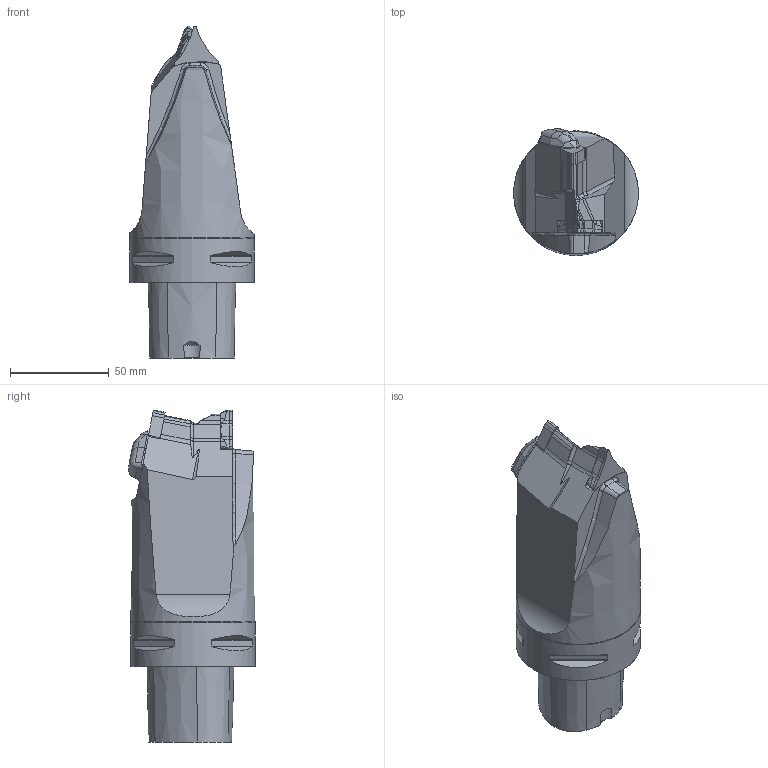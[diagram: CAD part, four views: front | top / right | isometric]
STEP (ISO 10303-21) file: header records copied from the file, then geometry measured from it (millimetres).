
FILE_DESCRIPTION(/* description */ (''),/* implementation_level */ '2;1');
FILE_NAME(/* name */ '1672745517592.stp',/* time_stamp */ '2023-01-03T12:32:03+01:00',/* author */ (''),/* organization */ ('SMS'),/* preprocessor_version */ 'ST-DEVELOPER v16.7',/* originating_system */ 'SIEMENS PLM Software NX 12.0',/* authorisation */ '');
FILE_SCHEMA (('AUTOMOTIVE_DESIGN { 1 0 10303 214 3 1 1 1 }'));
Length unit declared in the file: millimetre
Products named in the file (5): 204263848mod000_00; 204263842mod000_00; 204266891mod000_01; ASSEMBLY_CONSTRUCTION; 204267612mod000_01
Assembly tree (4 placements, depth 2):
  204267612mod000_01
    ASSEMBLY_CONSTRUCTION
    204266891mod000_01
    204263842mod000_00
    204263848mod000_00
Bounding box: 63.19 x 64.22 x 168 mm (x, y, z)
Volume: 335965.1 mm3; surface area: 33667.9 mm2
Topology: 3 solids, 3 shells, 222 faces, 603 edges, 402 vertices
Faces by surface type: plane 96, cylinder 65, cone 24, bspline 18, torus 10, revolution 9
Full cylindrical faces by diameter (mm): 63 x1
Entity records: 8363 total; most frequent: CARTESIAN_POINT 2757, ORIENTED_EDGE 1188, DIRECTION 1038, EDGE_CURVE 594, VERTEX_POINT 387, AXIS2_PLACEMENT_3D 363, LINE 303, VECTOR 303
